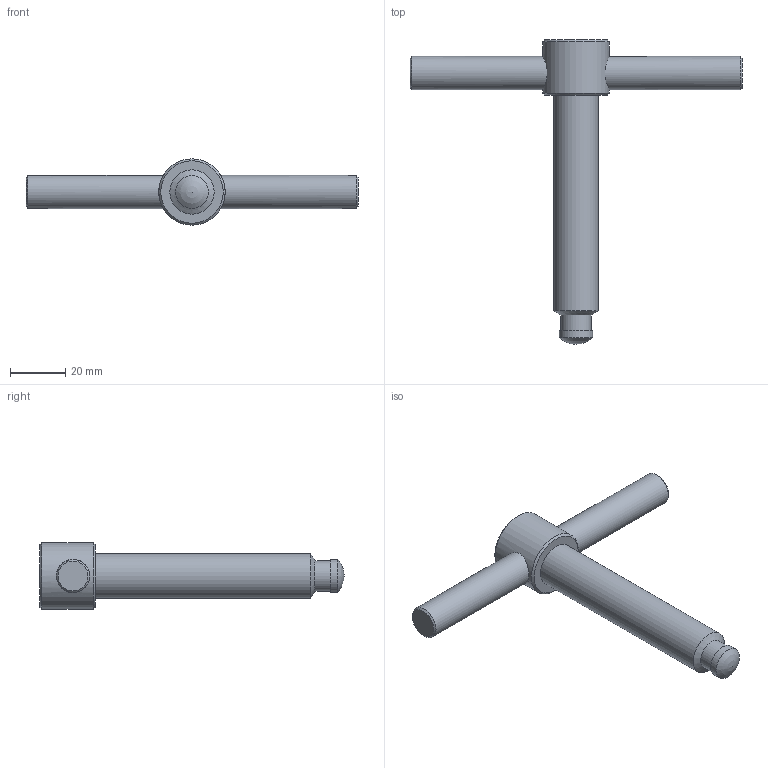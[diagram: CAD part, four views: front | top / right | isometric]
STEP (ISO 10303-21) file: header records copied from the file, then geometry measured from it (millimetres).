
FILE_DESCRIPTION( ( 'STEP AP214' ), '1' );
FILE_NAME( 'K0756.116X90_fester_Knebel__0_.stp', '2020-12-10T08:48:46', ( '' ), ( '' ), ' ', 'PARTsolutions', ' ' );
FILE_SCHEMA( ( 'AUTOMOTIVE_DESIGN { 1 0 10303 214 1 1 1 1 }' ) );
Length unit declared in the file: millimetre
Products named in the file (1): _K0756.116X90_fester Knebel_(0)
Bounding box: 120 x 110 x 24 mm (x, y, z)
Volume: 36804 mm3; surface area: 10276.1 mm2
Topology: 1 solids, 1 shells, 17 faces, 30 edges, 18 vertices
Faces by surface type: cylinder 6, cone 5, plane 5, sphere 1
Full cylindrical faces by diameter (mm): 11 x1, 12 x3, 16 x1, 24 x1
Entity records: 652 total; most frequent: CARTESIAN_POINT 219, DIRECTION 64, AXIS2_PLACEMENT_3D 32, EDGE_LOOP 32, ORIENTED_EDGE 32, FACE_OUTER_BOUND 23, STYLED_ITEM 17, PRESENTATION_STYLE_ASSIGNMENT 17
